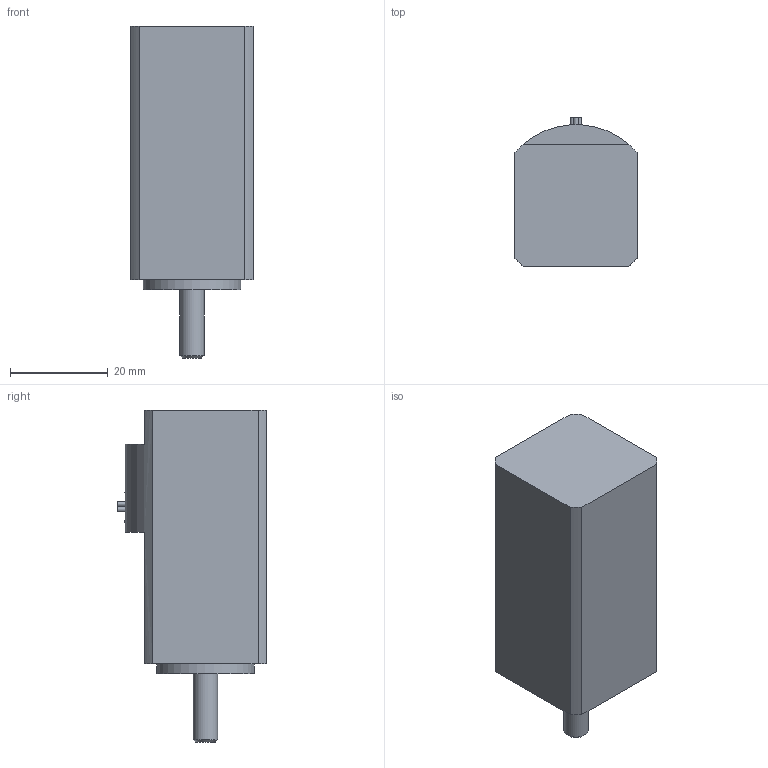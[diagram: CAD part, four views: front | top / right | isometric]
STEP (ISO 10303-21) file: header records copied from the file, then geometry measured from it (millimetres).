
FILE_DESCRIPTION((''),'2;1');
FILE_NAME('H0001 00 Z_0006.stp','2008-04-10T08:46:05',('oslejsek'),(''),'Autodesk Inventor 10','Autodesk Inventor 10','');
FILE_SCHEMA(('AUTOMOTIVE_DESIGN { 1 0 10303 214 1 1 1 1 }'));
Length unit declared in the file: millimetre
Products named in the file (1): H0001 00_0006
Bounding box: 25 x 30.5 x 68 mm (x, y, z)
Volume: 33993 mm3; surface area: 7024.6 mm2
Topology: 1 solids, 1 shells, 36 faces, 84 edges, 56 vertices
Faces by surface type: plane 18, cylinder 9, bspline 8, cone 1
Full cylindrical faces by diameter (mm): 1 x3, 5 x1, 20 x1
Entity records: 1050 total; most frequent: CARTESIAN_POINT 313, DIRECTION 149, ORIENTED_EDGE 124, EDGE_CURVE 62, AXIS2_PLACEMENT_3D 60, EDGE_LOOP 56, VERTEX_POINT 48, FACE_OUTER_BOUND 36
